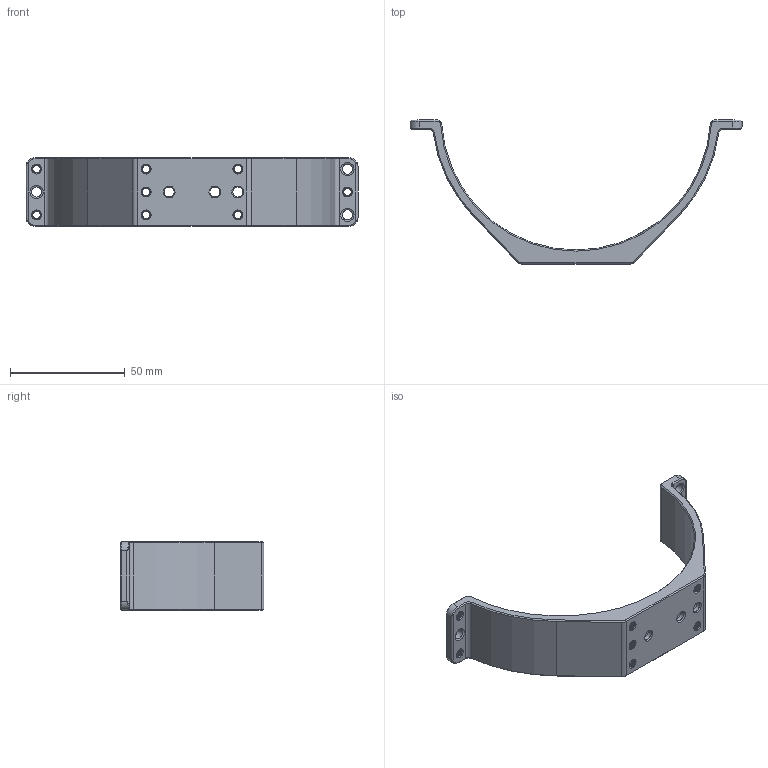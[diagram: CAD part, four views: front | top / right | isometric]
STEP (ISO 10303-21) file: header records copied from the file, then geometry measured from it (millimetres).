
FILE_DESCRIPTION(/* description */ ('STEP AP214'),/* implementation_level */ '2;1');
FILE_NAME(/* name */ 'Compute bottle mount.step',/* time_stamp */ '2025-05-06T14:46:08+02:00',/* author */ (''),/* organization */ (''),/* preprocessor_version */ 'ST-DEVELOPER v20.1',/* originating_system */ 'Autodesk Translation Framework v14.4.0.0',/* authorisation */ '');
FILE_SCHEMA (('AUTOMOTIVE_DESIGN { 1 0 10303 214 3 1 1 }'));
Length unit declared in the file: millimetre
Products named in the file (1): WTE4-M-CLAMP
Bounding box: 144.9 x 62.8 x 30 mm (x, y, z)
Volume: 30744.6 mm3; surface area: 16096.2 mm2
Topology: 1 solids, 1 shells, 251 faces, 675 edges, 429 vertices
Faces by surface type: cylinder 126, cone 51, bspline 40, plane 34
Full cylindrical faces by diameter (mm): 3.3 x31, 4.058 x31, 4.4 x6, 7.6 x7
Entity records: 40083 total; most frequent: CARTESIAN_POINT 34450, ORIENTED_EDGE 1342, DIRECTION 936, EDGE_CURVE 671, VERTEX_POINT 429, AXIS2_PLACEMENT_3D 351, EDGE_LOOP 286, FACE_OUTER_BOUND 251
